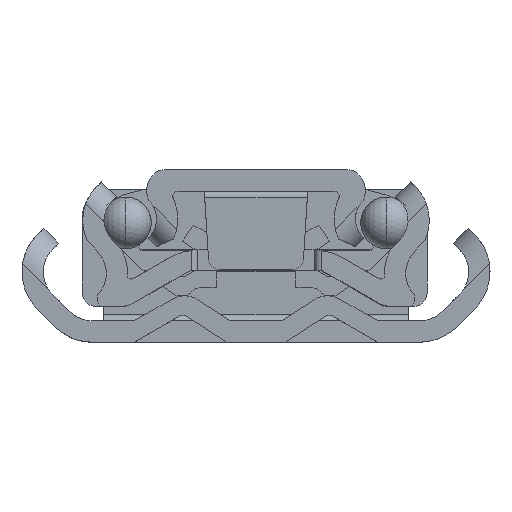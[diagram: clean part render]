
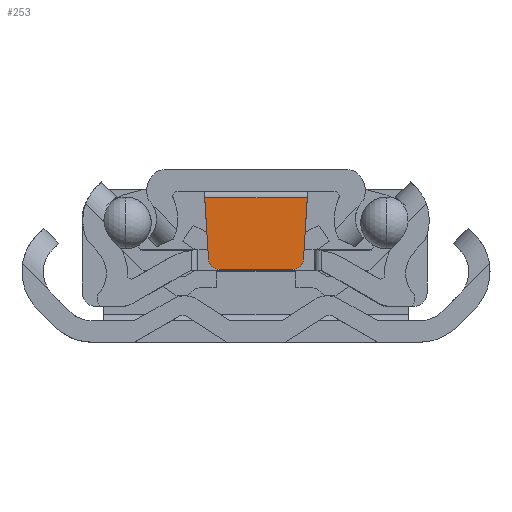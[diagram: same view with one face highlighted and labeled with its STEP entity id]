
A CAD part, left-side view. The second image highlights one B-rep face of the part: STEP entity #253.
In plain terms, the highlighted planar face has unit normal (-1, 0, 0).
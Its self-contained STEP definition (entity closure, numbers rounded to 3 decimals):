
#98 = DIRECTION ( 'NONE',  ( 1., 0., 0. ) ) ;
#253 = ADVANCED_FACE ( 'NONE', ( #4281 ), #8526, .F. ) ;
#555 = CARTESIAN_POINT ( 'NONE',  ( 4.4, -3.87, 10.9 ) ) ;
#1010 = ORIENTED_EDGE ( 'NONE', *, *, #10519, .F. ) ;
#1430 = VECTOR ( 'NONE', #12512, 1000. ) ;
#1558 = LINE ( 'NONE', #9021, #2809 ) ;
#2013 = VERTEX_POINT ( 'NONE', #11996 ) ;
#2254 = CARTESIAN_POINT ( 'NONE',  ( 4.4, 2.781, 6.3 ) ) ;
#2430 = CARTESIAN_POINT ( 'NONE',  ( 4.4, -2.781, 6.3 ) ) ;
#2598 = CIRCLE ( 'NONE', #12389, 0.8 ) ;
#2809 = VECTOR ( 'NONE', #5894, 1000. ) ;
#2973 = LINE ( 'NONE', #11349, #13734 ) ;
#3516 = VERTEX_POINT ( 'NONE', #13509 ) ;
#3542 = EDGE_CURVE ( 'NONE', #10633, #8303, #8690, .T. ) ;
#3874 = VERTEX_POINT ( 'NONE', #12652 ) ;
#4222 = LINE ( 'NONE', #8263, #1430 ) ;
#4281 = FACE_OUTER_BOUND ( 'NONE', #13607, .T. ) ;
#4299 = DIRECTION ( 'NONE',  ( 0., -0.062, 0.998 ) ) ;
#4426 = DIRECTION ( 'NONE',  ( 0., 0., -1. ) ) ;
#4429 = CARTESIAN_POINT ( 'NONE',  ( 4.4, 3.579, 6.25 ) ) ;
#4496 = ORIENTED_EDGE ( 'NONE', *, *, #13471, .F. ) ;
#4647 = VECTOR ( 'NONE', #4299, 1000. ) ;
#5229 = EDGE_CURVE ( 'NONE', #2013, #6497, #13215, .T. ) ;
#5434 = ORIENTED_EDGE ( 'NONE', *, *, #10798, .T. ) ;
#5894 = DIRECTION ( 'NONE',  ( 0., 1., 0. ) ) ;
#6497 = VERTEX_POINT ( 'NONE', #4429 ) ;
#6539 = AXIS2_PLACEMENT_3D ( 'NONE', #2254, #98, #4426 ) ;
#6797 = AXIS2_PLACEMENT_3D ( 'NONE', #12779, #12923, #7481 ) ;
#7481 = DIRECTION ( 'NONE',  ( 0., 0., -1. ) ) ;
#7593 = DIRECTION ( 'NONE',  ( 0., 0., -1. ) ) ;
#7665 = EDGE_CURVE ( 'NONE', #3516, #2013, #4222, .T. ) ;
#8119 = ORIENTED_EDGE ( 'NONE', *, *, #3542, .T. ) ;
#8263 = CARTESIAN_POINT ( 'NONE',  ( 4.4, 0., 5.5 ) ) ;
#8303 = VERTEX_POINT ( 'NONE', #555 ) ;
#8526 = PLANE ( 'NONE',  #6797 ) ;
#8540 = ORIENTED_EDGE ( 'NONE', *, *, #5229, .F. ) ;
#8690 = LINE ( 'NONE', #13012, #4647 ) ;
#9021 = CARTESIAN_POINT ( 'NONE',  ( 4.4, 3.901, 10.9 ) ) ;
#9965 = DIRECTION ( 'NONE',  ( 1., 0., 0. ) ) ;
#10440 = CARTESIAN_POINT ( 'NONE',  ( 4.4, -3.579, 6.25 ) ) ;
#10519 = EDGE_CURVE ( 'NONE', #6497, #3874, #2973, .T. ) ;
#10633 = VERTEX_POINT ( 'NONE', #10440 ) ;
#10798 = EDGE_CURVE ( 'NONE', #8303, #3874, #1558, .T. ) ;
#11349 = CARTESIAN_POINT ( 'NONE',  ( 4.4, 3.176, -0.199 ) ) ;
#11996 = CARTESIAN_POINT ( 'NONE',  ( 4.4, 2.781, 5.5 ) ) ;
#12087 = ORIENTED_EDGE ( 'NONE', *, *, #7665, .F. ) ;
#12389 = AXIS2_PLACEMENT_3D ( 'NONE', #2430, #9965, #7593 ) ;
#12512 = DIRECTION ( 'NONE',  ( 0., 1., 0. ) ) ;
#12517 = DIRECTION ( 'NONE',  ( 0., 0.062, 0.998 ) ) ;
#12652 = CARTESIAN_POINT ( 'NONE',  ( 4.4, 3.87, 10.9 ) ) ;
#12779 = CARTESIAN_POINT ( 'NONE',  ( 4.4, 0., 0. ) ) ;
#12923 = DIRECTION ( 'NONE',  ( 1., 0., 0. ) ) ;
#13012 = CARTESIAN_POINT ( 'NONE',  ( 4.4, -3.176, -0.199 ) ) ;
#13215 = CIRCLE ( 'NONE', #6539, 0.8 ) ;
#13471 = EDGE_CURVE ( 'NONE', #10633, #3516, #2598, .T. ) ;
#13509 = CARTESIAN_POINT ( 'NONE',  ( 4.4, -2.781, 5.5 ) ) ;
#13607 = EDGE_LOOP ( 'NONE', ( #8119, #5434, #1010, #8540, #12087, #4496 ) ) ;
#13734 = VECTOR ( 'NONE', #12517, 1000. ) ;
